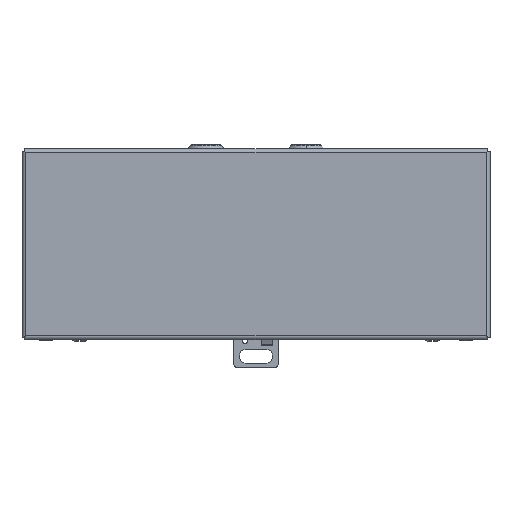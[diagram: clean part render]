
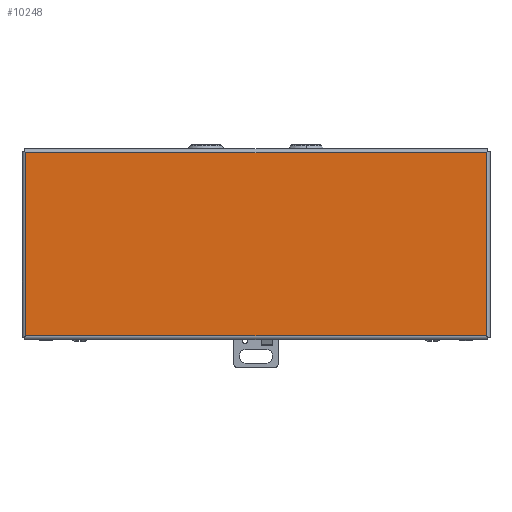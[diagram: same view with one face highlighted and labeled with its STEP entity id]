
A CAD part, top view. The second image highlights one B-rep face of the part: STEP entity #10248.
In plain terms, the highlighted planar face has unit normal (0, 0, 1).
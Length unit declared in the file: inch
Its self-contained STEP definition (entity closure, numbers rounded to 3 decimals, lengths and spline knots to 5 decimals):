
#142 = DIRECTION ( 'NONE',  ( -1., 0., 0. ) ) ;
#712 = LINE ( 'NONE', #5581, #13352 ) ;
#937 = DIRECTION ( 'NONE',  ( -1., 0., 0. ) ) ;
#1509 = VERTEX_POINT ( 'NONE', #6712 ) ;
#2137 = DIRECTION ( 'NONE',  ( 0., 0., 1. ) ) ;
#2154 = CARTESIAN_POINT ( 'NONE',  ( -5.1585, -4.135, 6.0285 ) ) ;
#2249 = EDGE_CURVE ( 'NONE', #10671, #1509, #712, .T. ) ;
#2404 = CARTESIAN_POINT ( 'NONE',  ( -5.1585, -4.135, 6.0285 ) ) ;
#2482 = DIRECTION ( 'NONE',  ( 0., 1., 0. ) ) ;
#2840 = EDGE_CURVE ( 'NONE', #1509, #14390, #13292, .T. ) ;
#2987 = CARTESIAN_POINT ( 'NONE',  ( 5.1585, -4.135, 6.0285 ) ) ;
#3249 = PLANE ( 'NONE',  #13435 ) ;
#3593 = ORIENTED_EDGE ( 'NONE', *, *, #2840, .F. ) ;
#4225 = EDGE_CURVE ( 'NONE', #15663, #10671, #14763, .T. ) ;
#5048 = CARTESIAN_POINT ( 'NONE',  ( -5.1585, -0.029, 6.0285 ) ) ;
#5581 = CARTESIAN_POINT ( 'NONE',  ( -5.1585, -0.029, 6.0285 ) ) ;
#6712 = CARTESIAN_POINT ( 'NONE',  ( 5.1585, -0.029, 6.0285 ) ) ;
#9786 = DIRECTION ( 'NONE',  ( 0., -1., 0. ) ) ;
#10248 = ADVANCED_FACE ( 'NONE', ( #14177 ), #3249, .T. ) ;
#10498 = ORIENTED_EDGE ( 'NONE', *, *, #2249, .F. ) ;
#10671 = VERTEX_POINT ( 'NONE', #5048 ) ;
#10822 = VECTOR ( 'NONE', #142, 39.37008 ) ;
#11061 = LINE ( 'NONE', #11209, #10822 ) ;
#11209 = CARTESIAN_POINT ( 'NONE',  ( 5.1585, -4.135, 6.0285 ) ) ;
#11260 = VECTOR ( 'NONE', #9786, 39.37008 ) ;
#11709 = EDGE_LOOP ( 'NONE', ( #14086, #15619, #3593, #10498 ) ) ;
#12099 = CARTESIAN_POINT ( 'NONE',  ( 5.1585, -0.029, 6.0285 ) ) ;
#12785 = VECTOR ( 'NONE', #2482, 39.37008 ) ;
#12902 = DIRECTION ( 'NONE',  ( 1., 0., 0. ) ) ;
#13292 = LINE ( 'NONE', #12099, #11260 ) ;
#13352 = VECTOR ( 'NONE', #12902, 39.37008 ) ;
#13435 = AXIS2_PLACEMENT_3D ( 'NONE', #14262, #2137, #937 ) ;
#14086 = ORIENTED_EDGE ( 'NONE', *, *, #4225, .F. ) ;
#14177 = FACE_OUTER_BOUND ( 'NONE', #11709, .T. ) ;
#14262 = CARTESIAN_POINT ( 'NONE',  ( 5.1585, -0.029, 6.0285 ) ) ;
#14390 = VERTEX_POINT ( 'NONE', #2987 ) ;
#14763 = LINE ( 'NONE', #2404, #12785 ) ;
#15140 = EDGE_CURVE ( 'NONE', #14390, #15663, #11061, .T. ) ;
#15619 = ORIENTED_EDGE ( 'NONE', *, *, #15140, .F. ) ;
#15663 = VERTEX_POINT ( 'NONE', #2154 ) ;
